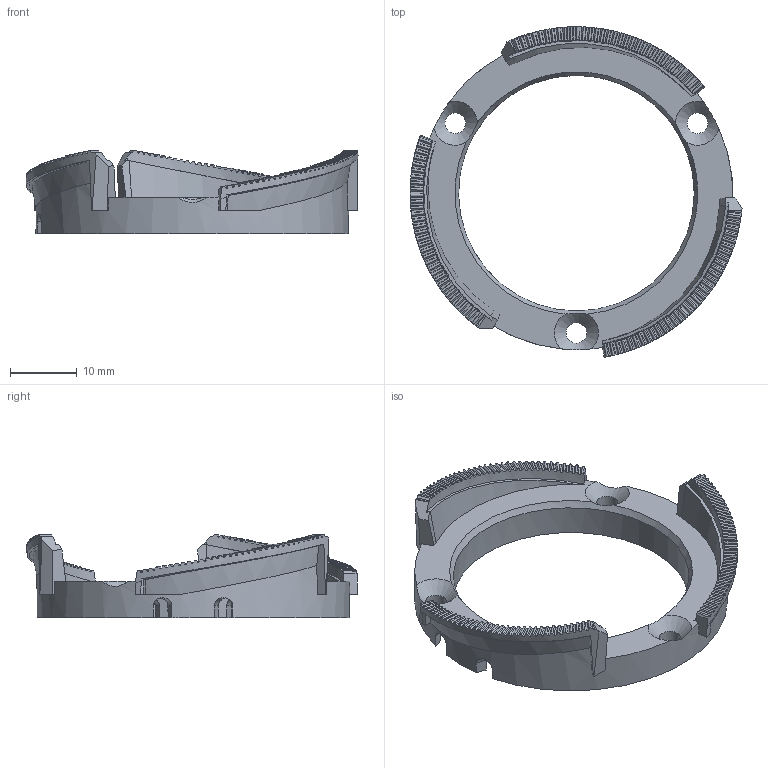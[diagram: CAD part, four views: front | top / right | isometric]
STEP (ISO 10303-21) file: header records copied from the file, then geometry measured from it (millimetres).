
FILE_DESCRIPTION(('STEP AP214'),'1');
FILE_NAME('Base zoom V4 TE.stp','2017-10-25T06:11:37',(' '),(' '),'Spatial InterOp 3D',' ',' ');
FILE_SCHEMA(('AUTOMOTIVE_DESIGN { 1 0 10303 214 1 1 1 1 }'));
Length unit declared in the file: millimetre
Products named in the file (1): Base zoom V4 TE
Bounding box: 49.86 x 49.62 x 12.55 mm (x, y, z)
Volume: 3463.4 mm3; surface area: 4920.2 mm2
Topology: 1 solids, 1 shells, 528 faces, 1585 edges, 1056 vertices
Faces by surface type: plane 245, cylinder 211, cone 34, bspline 29, extrusion 6, revolution 3
Full cylindrical faces by diameter (mm): 3.1 x3, 35.4 x1, 47 x1
Entity records: 25367 total; most frequent: CARTESIAN_POINT 8899, ORIENTED_EDGE 3134, DIRECTION 1680, EDGE_CURVE 1567, VERTEX_POINT 1047, B_SPLINE_CURVE_WITH_KNOTS 987, AXIS2_PLACEMENT_3D 594, EDGE_LOOP 542
